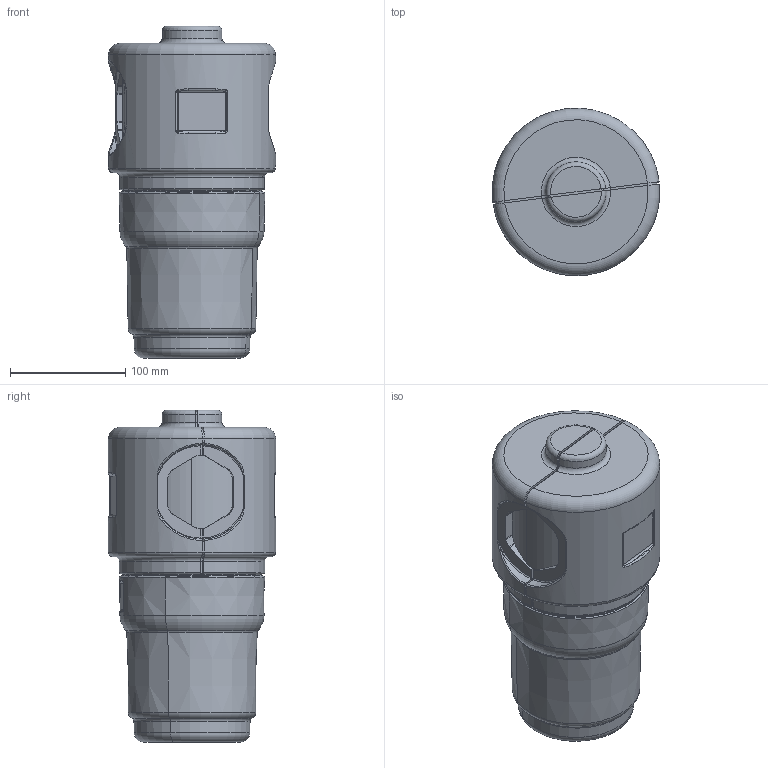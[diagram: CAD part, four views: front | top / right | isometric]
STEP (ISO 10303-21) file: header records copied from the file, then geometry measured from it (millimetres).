
FILE_DESCRIPTION(('CATIA V5 STEP Exchange','CAx-IF Rec.Pracs.--- Model Styling and Organization---1.5--- 2016-08-15','CAx-IF Rec.Pracs.---Supplemental Geometry---1.0---2011-11-01','CAx-IF Rec.Pracs.--- Composite Materials ---3.4---2017-06-13','CAx-IF Rec.Pracs.---Tessellated 3D Geometry---1.0---2015-12-17'),'2;1');
FILE_NAME('STEP_CBN546207_-_TST.stp','2023-04-19T06:09:01+00:00',('none'),('none'),'CATIA Version 5-6 Release 2020 SP5','CATIA V5 STEP AP242 v2','none');
FILE_SCHEMA(('AP242_MANAGED_MODEL_BASED_3D_ENGINEERING_MIM_LF {1 0 10303 442 1 1 4}'));
Length unit declared in the file: millimetre
Products named in the file (1): CBN546207 - TST
Bounding box: 144.99 x 144.85 x 287.5 mm (x, y, z)
Volume: 3441038.6 mm3; surface area: 144485.3 mm2
Topology: 1 solids, 3 shells, 276 faces, 703 edges, 438 vertices
Faces by surface type: cylinder 95, plane 67, torus 50, bspline 50, cone 10, sphere 4
Entity records: 12411 total; most frequent: CARTESIAN_POINT 6383, ORIENTED_EDGE 1406, DIRECTION 836, EDGE_CURVE 703, VERTEX_POINT 438, AXIS2_PLACEMENT_3D 412, EDGE_LOOP 281, ADVANCED_FACE 276
